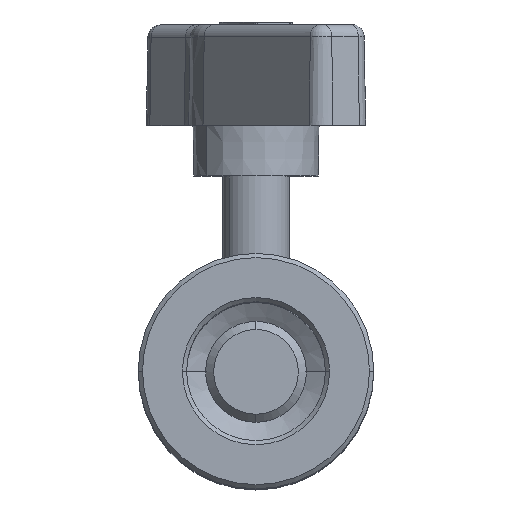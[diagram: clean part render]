
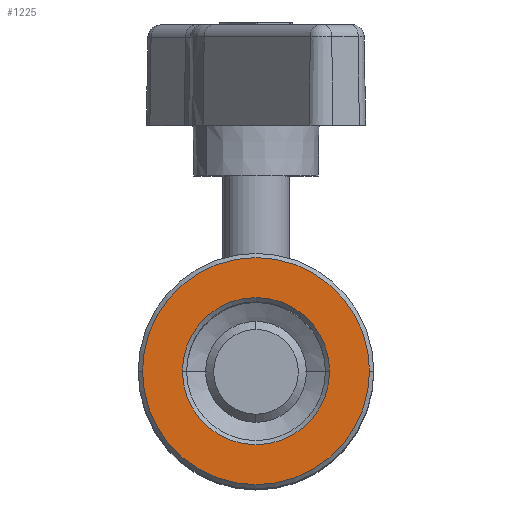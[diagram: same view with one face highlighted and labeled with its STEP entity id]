
A CAD part, top view. The second image highlights one B-rep face of the part: STEP entity #1225.
In plain terms, the highlighted planar face has unit normal (0, 0, 1).
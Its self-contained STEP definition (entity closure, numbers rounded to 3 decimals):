
#137 = AXIS2_PLACEMENT_3D ( 'NONE', #7769, #4685, #10155 ) ;
#472 = CARTESIAN_POINT ( 'NONE',  ( 8.75, 0., 77. ) ) ;
#840 = EDGE_LOOP ( 'NONE', ( #4452, #5100 ) ) ;
#1139 = DIRECTION ( 'NONE',  ( -1., 0., 0. ) ) ;
#1225 = ADVANCED_FACE ( 'NONE', ( #9977, #7057 ), #1994, .F. ) ;
#1875 = CARTESIAN_POINT ( 'NONE',  ( 13.5, 0., 77. ) ) ;
#1994 = PLANE ( 'NONE',  #8115 ) ;
#1998 = EDGE_LOOP ( 'NONE', ( #9863, #5606 ) ) ;
#2079 = VERTEX_POINT ( 'NONE', #472 ) ;
#2081 = EDGE_CURVE ( 'NONE', #3407, #2079, #2547, .T. ) ;
#2547 = CIRCLE ( 'NONE', #6591, 8.75 ) ;
#2768 = CARTESIAN_POINT ( 'NONE',  ( 0., 0., 77. ) ) ;
#3407 = VERTEX_POINT ( 'NONE', #6894 ) ;
#3513 = DIRECTION ( 'NONE',  ( 0., 0., -1. ) ) ;
#3558 = VERTEX_POINT ( 'NONE', #1875 ) ;
#3888 = CARTESIAN_POINT ( 'NONE',  ( -13.5, 0., 77. ) ) ;
#3926 = CIRCLE ( 'NONE', #137, 8.75 ) ;
#4351 = DIRECTION ( 'NONE',  ( -1., 0., 0. ) ) ;
#4452 = ORIENTED_EDGE ( 'NONE', *, *, #7267, .T. ) ;
#4685 = DIRECTION ( 'NONE',  ( 0., 0., -1. ) ) ;
#4713 = DIRECTION ( 'NONE',  ( -1., 0., 0. ) ) ;
#5100 = ORIENTED_EDGE ( 'NONE', *, *, #5229, .T. ) ;
#5229 = EDGE_CURVE ( 'NONE', #3558, #6342, #7568, .T. ) ;
#5606 = ORIENTED_EDGE ( 'NONE', *, *, #2081, .T. ) ;
#5608 = EDGE_CURVE ( 'NONE', #2079, #3407, #3926, .T. ) ;
#6006 = DIRECTION ( 'NONE',  ( -1., 0., 0. ) ) ;
#6342 = VERTEX_POINT ( 'NONE', #3888 ) ;
#6591 = AXIS2_PLACEMENT_3D ( 'NONE', #2768, #3513, #1139 ) ;
#6736 = CARTESIAN_POINT ( 'NONE',  ( 0., 14., 77. ) ) ;
#6826 = CARTESIAN_POINT ( 'NONE',  ( 0., 0., 77. ) ) ;
#6856 = AXIS2_PLACEMENT_3D ( 'NONE', #9281, #10114, #4713 ) ;
#6894 = CARTESIAN_POINT ( 'NONE',  ( -8.75, 0., 77. ) ) ;
#7057 = FACE_OUTER_BOUND ( 'NONE', #840, .T. ) ;
#7267 = EDGE_CURVE ( 'NONE', #6342, #3558, #9732, .T. ) ;
#7474 = DIRECTION ( 'NONE',  ( 0., 0., -1. ) ) ;
#7565 = DIRECTION ( 'NONE',  ( 0., 0., 1. ) ) ;
#7568 = CIRCLE ( 'NONE', #8547, 13.5 ) ;
#7769 = CARTESIAN_POINT ( 'NONE',  ( 0., 0., 77. ) ) ;
#8115 = AXIS2_PLACEMENT_3D ( 'NONE', #6736, #7474, #6006 ) ;
#8547 = AXIS2_PLACEMENT_3D ( 'NONE', #6826, #7565, #4351 ) ;
#9281 = CARTESIAN_POINT ( 'NONE',  ( 0., 0., 77. ) ) ;
#9732 = CIRCLE ( 'NONE', #6856, 13.5 ) ;
#9863 = ORIENTED_EDGE ( 'NONE', *, *, #5608, .T. ) ;
#9977 = FACE_BOUND ( 'NONE', #1998, .T. ) ;
#10114 = DIRECTION ( 'NONE',  ( 0., 0., 1. ) ) ;
#10155 = DIRECTION ( 'NONE',  ( -1., 0., 0. ) ) ;
